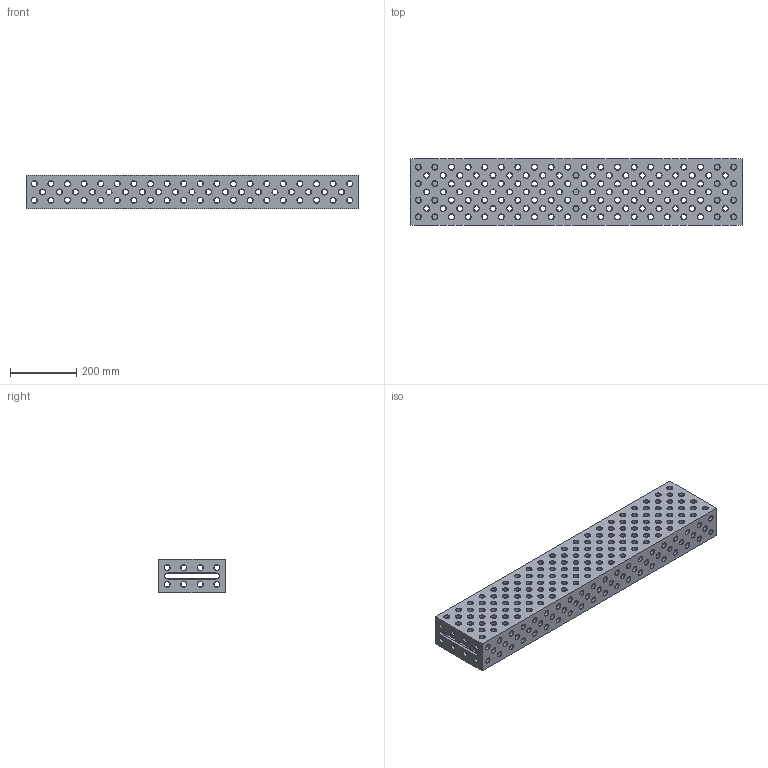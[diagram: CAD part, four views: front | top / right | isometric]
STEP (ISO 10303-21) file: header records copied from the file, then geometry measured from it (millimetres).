
FILE_DESCRIPTION(('STEP AP214'),'1');
FILE_NAME('160370.1.STP','2011-09-06T08:17:00',(' '),(' '),'Spatial InterOp 3D',' ',' ');
FILE_SCHEMA(('automotive_design'));
Length unit declared in the file: millimetre
Products named in the file (1): Quader
Bounding box: 1000 x 200 x 100 mm (x, y, z)
Volume: 4462293.1 mm3; surface area: 931748.3 mm2
Topology: 1 solids, 1 shells, 1716 faces, 4010 edges, 2296 vertices
Faces by surface type: cone 1124, cylinder 562, plane 30
Entity records: 63518 total; most frequent: DIRECTION 9692, CARTESIAN_POINT 8023, ORIENTED_EDGE 8020, EDGE_CURVE 4010, AXIS2_PLACEMENT_3D 3965, VERTEX_POINT 2296, EDGE_LOOP 2276, CIRCLE 2248
